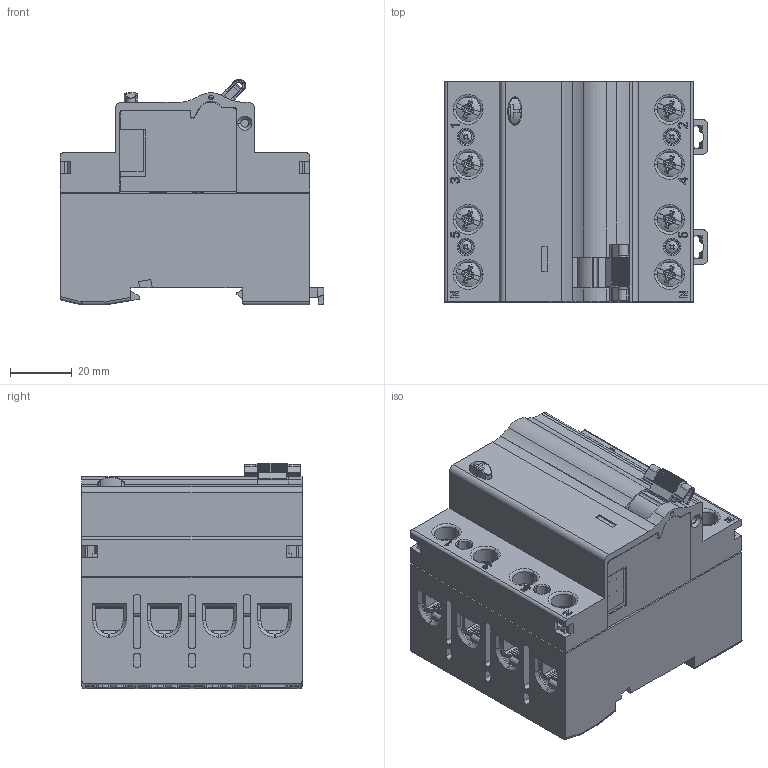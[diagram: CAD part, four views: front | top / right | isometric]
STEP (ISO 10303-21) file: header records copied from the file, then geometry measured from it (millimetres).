
FILE_DESCRIPTION(/* description */ (''),/* implementation_level */ '2;1');
FILE_NAME(/* name */ 'FILE_STP_CAD_DRAWING_3d_P1RD_4P_prt.stp',/* time_stamp */ '2023-02-21T14:14:59+01:00',/* author */ (''),/* organization */ (''),/* preprocessor_version */ 'ST-DEVELOPER v16.7',/* originating_system */ 'SIEMENS PLM Software NX 12.0',/* authorisation */ '');
FILE_SCHEMA (('AUTOMOTIVE_DESIGN { 1 0 10303 214 3 1 1 1 }'));
Products named in the file (1): 3d_P1RD 4P
Bounding box: 85.33 x 71.2 x 73.05 mm (x, y, z)
Surface area: 51117.3 mm2 (no closed solid volume)
Topology: 0 solids, 83 shells, 1561 faces, 6334 edges, 4715 vertices
Faces by surface type: plane 998, cylinder 334, bspline 96, torus 56, sphere 40, cone 37
Entity records: 72747 total; most frequent: CARTESIAN_POINT 21928, DIRECTION 9808, ORIENTED_EDGE 9613, EDGE_CURVE 6334, VERTEX_POINT 4714, LINE 4246, VECTOR 4246, AXIS2_PLACEMENT_3D 2781
